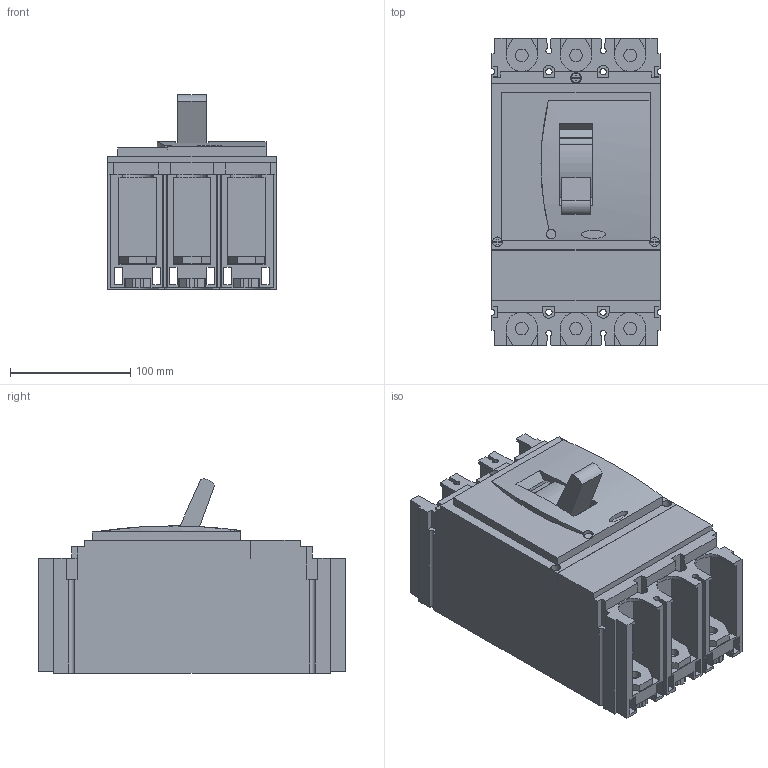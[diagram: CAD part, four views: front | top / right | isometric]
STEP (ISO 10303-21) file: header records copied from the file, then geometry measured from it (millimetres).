
FILE_DESCRIPTION((''),'2;1');
FILE_NAME('SB100080_3D-COLOUR','2013-06-11T',('SESA217760'),('Schneider-Electric'),'PRO/ENGINEER BY PARAMETRIC TECHNOLOGY CORPORATION, 2011410','PRO/ENGINEER BY PARAMETRIC TECHNOLOGY CORPORATION, 2011410','');
FILE_SCHEMA(('CONFIG_CONTROL_DESIGN'));
Length unit declared in the file: millimetre
Products named in the file (1): SB100080_3D-COLOUR
Bounding box: 139.7 x 255 x 161.36 mm (x, y, z)
Volume: 3335130.5 mm3; surface area: 301273.5 mm2
Topology: 1 solids, 1 shells, 487 faces, 1436 edges, 970 vertices
Faces by surface type: plane 424, cylinder 61, extrusion 2
Entity records: 16347 total; most frequent: CARTESIAN_POINT 3011, ORIENTED_EDGE 2872, DIRECTION 2605, EDGE_CURVE 1436, VECTOR 1229, LINE 1227, VERTEX_POINT 970, AXIS2_PLACEMENT_3D 688
